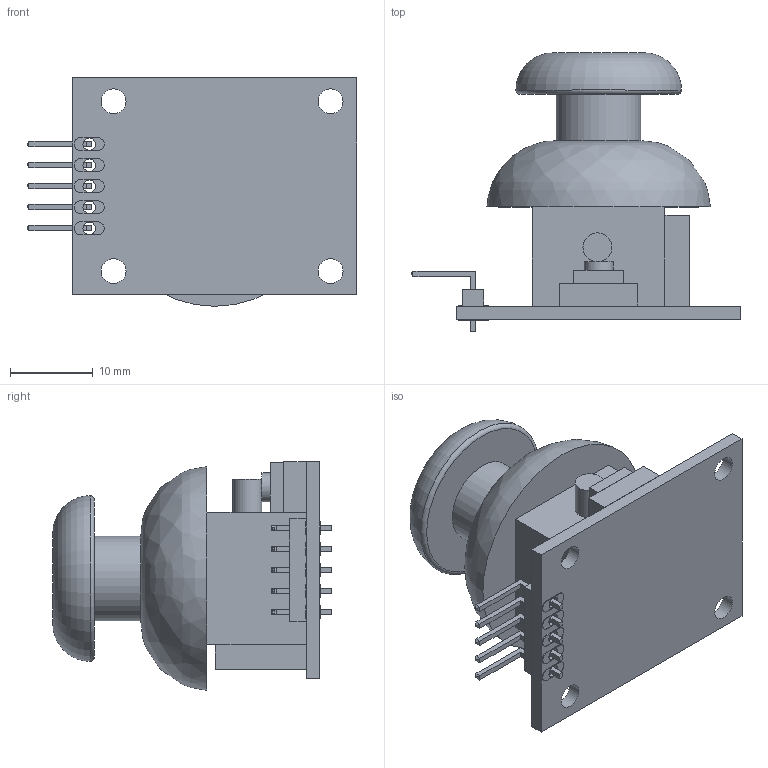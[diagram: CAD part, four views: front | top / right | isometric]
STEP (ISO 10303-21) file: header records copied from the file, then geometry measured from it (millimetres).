
FILE_DESCRIPTION(/* description */ (''),/* implementation_level */ '2;1');
FILE_NAME(/* name */ 'joy_stick_2a.step',/* time_stamp */ '2018-06-28T13:56:22+02:00',/* author */ (''),/* organization */ (''),/* preprocessor_version */ 'ST-DEVELOPER v17',/* originating_system */ 'Autodesk Translation Framework v7.1.0.215',/* authorisation */ '');
FILE_SCHEMA (('AUTOMOTIVE_DESIGN { 1 0 10303 214 3 1 1 }'));
Length unit declared in the file: millimetre
Products named in the file (1): joy_stick
Bounding box: 39.77 x 33.6 x 27.6 mm (x, y, z)
Volume: 10679.9 mm3; surface area: 7087.4 mm2
Topology: 25 solids, 25 shells, 199 faces, 425 edges, 277 vertices
Faces by surface type: plane 149, cylinder 47, torus 2, bspline 1
Full cylindrical faces by diameter (mm): 1.5 x20, 3 x4, 3.5 x2, 10.219 x1
Entity records: 5485 total; most frequent: CARTESIAN_POINT 928, DIRECTION 927, ORIENTED_EDGE 850, EDGE_CURVE 425, LINE 321, VECTOR 321, AXIS2_PLACEMENT_3D 303, VERTEX_POINT 277
